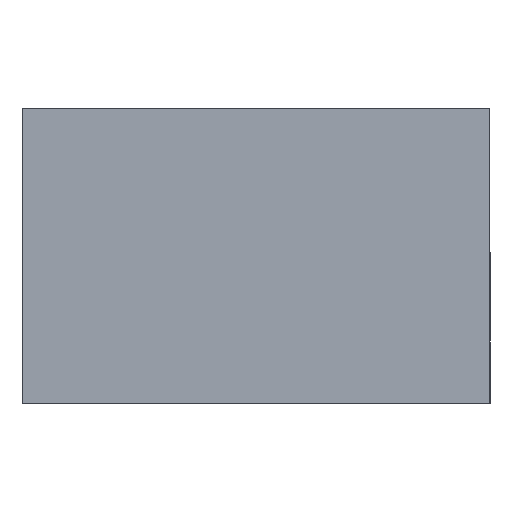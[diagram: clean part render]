
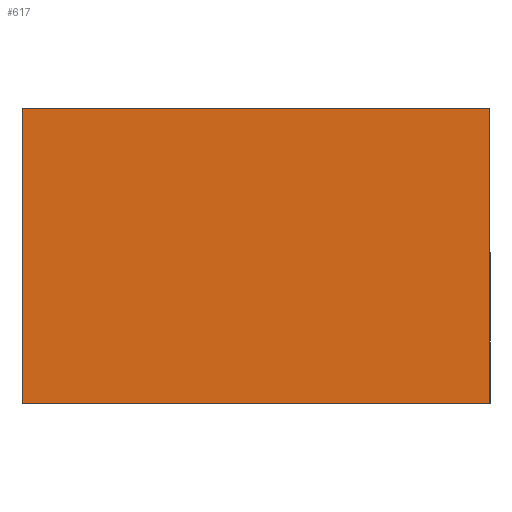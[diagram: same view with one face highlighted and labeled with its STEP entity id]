
A CAD part, left-side view. The second image highlights one B-rep face of the part: STEP entity #617.
In plain terms, the highlighted planar face has unit normal (-1, 0, 0).
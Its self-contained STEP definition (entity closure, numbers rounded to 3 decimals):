
#126=FACE_OUTER_BOUND('',#179,.T.);
#179=EDGE_LOOP('',(#545,#546,#547,#548));
#204=LINE('',#934,#248);
#229=LINE('',#1055,#273);
#231=LINE('',#1060,#275);
#233=LINE('',#1063,#277);
#248=VECTOR('',#742,10.);
#273=VECTOR('',#885,10.);
#275=VECTOR('',#891,10.);
#277=VECTOR('',#895,10.);
#290=VERTEX_POINT('',#931);
#291=VERTEX_POINT('',#933);
#328=VERTEX_POINT('',#1053);
#329=VERTEX_POINT('',#1059);
#346=EDGE_CURVE('',#290,#291,#204,.T.);
#403=EDGE_CURVE('',#291,#328,#229,.T.);
#405=EDGE_CURVE('',#329,#328,#231,.T.);
#407=EDGE_CURVE('',#290,#329,#233,.T.);
#545=ORIENTED_EDGE('',*,*,#407,.T.);
#546=ORIENTED_EDGE('',*,*,#405,.T.);
#547=ORIENTED_EDGE('',*,*,#403,.F.);
#548=ORIENTED_EDGE('',*,*,#346,.F.);
#581=PLANE('',#710);
#617=ADVANCED_FACE('',(#126),#581,.T.);
#710=AXIS2_PLACEMENT_3D('',#1062,#893,#894);
#742=DIRECTION('',(0.,0.,1.));
#885=DIRECTION('',(0.,-1.,0.));
#891=DIRECTION('',(0.,0.,1.));
#893=DIRECTION('center_axis',(-1.,0.,0.));
#894=DIRECTION('ref_axis',(0.,-1.,0.));
#895=DIRECTION('',(0.,-1.,0.));
#931=CARTESIAN_POINT('',(-79.5,50.,0.));
#933=CARTESIAN_POINT('',(-79.5,50.,63.));
#934=CARTESIAN_POINT('',(-79.5,50.,0.));
#1053=CARTESIAN_POINT('',(-79.5,-50.,63.));
#1055=CARTESIAN_POINT('',(-79.5,50.,63.));
#1059=CARTESIAN_POINT('',(-79.5,-50.,0.));
#1060=CARTESIAN_POINT('',(-79.5,-50.,0.));
#1062=CARTESIAN_POINT('Origin',(-79.5,50.,0.));
#1063=CARTESIAN_POINT('',(-79.5,50.,0.));
